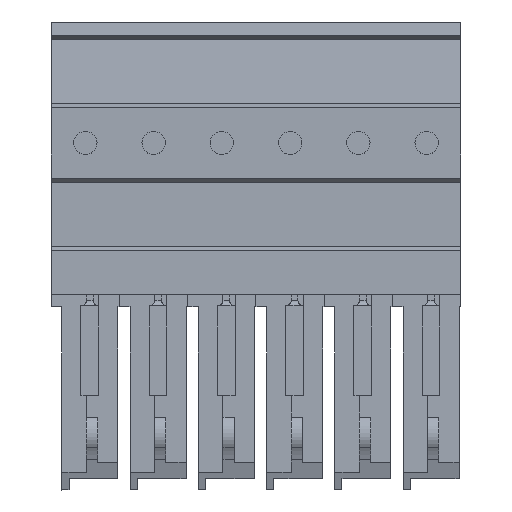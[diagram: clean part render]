
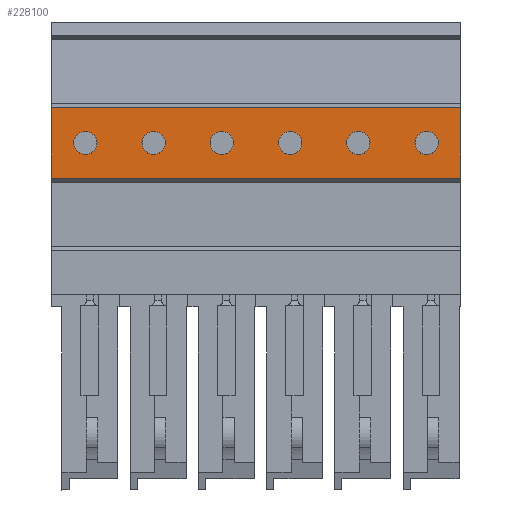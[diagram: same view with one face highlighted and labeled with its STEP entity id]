
A CAD part, front view. The second image highlights one B-rep face of the part: STEP entity #228100.
In plain terms, the highlighted face is planar.
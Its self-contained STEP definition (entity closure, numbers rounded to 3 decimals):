
#920=CARTESIAN_POINT('',(9.446,-6.818,
32.3));
#930=VERTEX_POINT('',#920);
#960=CARTESIAN_POINT('',(9.248,-0.905,
32.3));
#970=DIRECTION('',(0.034,-0.999,
0.));
#980=VECTOR('',#970,1.);
#990=LINE('',#960,#980);
#1000=CARTESIAN_POINT('',(9.66,-13.197,
32.3));
#1010=VERTEX_POINT('',#1000);
#1020=EDGE_CURVE('',#930,#1010,#990,.T.);
#200700=CARTESIAN_POINT('',(9.66,-13.197,
-4.6));
#200710=VERTEX_POINT('',#200700);
#200740=CARTESIAN_POINT('',(9.218,0.,
-4.6));
#200750=DIRECTION('',(-0.034,0.999,
0.));
#200760=VECTOR('',#200750,1.);
#200770=LINE('',#200740,#200760);
#200780=CARTESIAN_POINT('',(9.446,-6.818,
-4.6));
#200790=VERTEX_POINT('',#200780);
#200800=EDGE_CURVE('',#200710,#200790,#200770,.T.);
#226860=CARTESIAN_POINT('',(9.66,-13.197,
24.6));
#226870=DIRECTION('',(0.,0.,1.));
#226880=VECTOR('',#226870,1.);
#226890=LINE('',#226860,#226880);
#226900=EDGE_CURVE('',#200710,#1010,#226890,.T.);
#227040=CARTESIAN_POINT('',(9.454,-7.049,
26.15));
#227050=DIRECTION('',(-0.999,-0.034,
0.));
#227060=DIRECTION('',(-0.034,0.999,
0.));
#227070=AXIS2_PLACEMENT_3D('',#227040,#227050,#227060);
#227080=PLANE('',#227070);
#227090=CARTESIAN_POINT('',(9.553,-10.,
23.075));
#227100=DIRECTION('',(0.999,0.034,
0.));
#227110=DIRECTION('',(0.,0.,1.));
#227120=AXIS2_PLACEMENT_3D('',#227090,#227100,#227110);
#227130=CIRCLE('',#227120,1.05);
#227140=CARTESIAN_POINT('',(9.553,-10.,
24.125));
#227150=VERTEX_POINT('',#227140);
#227160=CARTESIAN_POINT('',(9.553,-10.,
22.025));
#227170=VERTEX_POINT('',#227160);
#227180=EDGE_CURVE('',#227150,#227170,#227130,.T.);
#227190=ORIENTED_EDGE('',*,*,#227180,.F.);
#227200=EDGE_CURVE('',#227170,#227150,#227130,.T.);
#227210=ORIENTED_EDGE('',*,*,#227200,.F.);
#227220=EDGE_LOOP('',(#227210,#227190));
#227230=FACE_BOUND('',#227220,.T.);
#227240=ORIENTED_EDGE('',*,*,#1020,.T.);
#227250=CARTESIAN_POINT('',(9.446,-6.818,
24.6));
#227260=DIRECTION('',(0.,0.,1.));
#227270=VECTOR('',#227260,1.);
#227280=LINE('',#227250,#227270);
#227290=EDGE_CURVE('',#200790,#930,#227280,.T.);
#227300=ORIENTED_EDGE('',*,*,#227290,.T.);
#227310=ORIENTED_EDGE('',*,*,#200800,.T.);
#227320=ORIENTED_EDGE('',*,*,#226900,.F.);
#227330=EDGE_LOOP('',(#227320,#227310,#227300,#227240));
#227340=FACE_OUTER_BOUND('',#227330,.T.);
#227350=CARTESIAN_POINT('',(9.553,-10.,
16.925));
#227360=DIRECTION('',(0.999,0.034,
0.));
#227370=DIRECTION('',(0.,0.,1.));
#227380=AXIS2_PLACEMENT_3D('',#227350,#227360,#227370);
#227390=CIRCLE('',#227380,1.05);
#227400=CARTESIAN_POINT('',(9.553,-10.,
17.975));
#227410=VERTEX_POINT('',#227400);
#227420=CARTESIAN_POINT('',(9.553,-10.,
15.875));
#227430=VERTEX_POINT('',#227420);
#227440=EDGE_CURVE('',#227410,#227430,#227390,.T.);
#227450=ORIENTED_EDGE('',*,*,#227440,.F.);
#227460=EDGE_CURVE('',#227430,#227410,#227390,.T.);
#227470=ORIENTED_EDGE('',*,*,#227460,.F.);
#227480=EDGE_LOOP('',(#227470,#227450));
#227490=FACE_BOUND('',#227480,.T.);
#227500=CARTESIAN_POINT('',(9.553,-10.,
10.775));
#227510=DIRECTION('',(0.999,0.034,
0.));
#227520=DIRECTION('',(0.,0.,1.));
#227530=AXIS2_PLACEMENT_3D('',#227500,#227510,#227520);
#227540=CIRCLE('',#227530,1.05);
#227550=CARTESIAN_POINT('',(9.553,-10.,
11.825));
#227560=VERTEX_POINT('',#227550);
#227570=CARTESIAN_POINT('',(9.553,-10.,
9.725));
#227580=VERTEX_POINT('',#227570);
#227590=EDGE_CURVE('',#227560,#227580,#227540,.T.);
#227600=ORIENTED_EDGE('',*,*,#227590,.F.);
#227610=EDGE_CURVE('',#227580,#227560,#227540,.T.);
#227620=ORIENTED_EDGE('',*,*,#227610,.F.);
#227630=EDGE_LOOP('',(#227620,#227600));
#227640=FACE_BOUND('',#227630,.T.);
#227650=CARTESIAN_POINT('',(9.553,-10.,
-1.525));
#227660=DIRECTION('',(0.999,0.034,
0.));
#227670=DIRECTION('',(0.,0.,1.));
#227680=AXIS2_PLACEMENT_3D('',#227650,#227660,#227670);
#227690=CIRCLE('',#227680,1.05);
#227700=CARTESIAN_POINT('',(9.553,-10.,
-0.475));
#227710=VERTEX_POINT('',#227700);
#227720=CARTESIAN_POINT('',(9.553,-10.,
-2.575));
#227730=VERTEX_POINT('',#227720);
#227740=EDGE_CURVE('',#227710,#227730,#227690,.T.);
#227750=ORIENTED_EDGE('',*,*,#227740,.F.);
#227760=EDGE_CURVE('',#227730,#227710,#227690,.T.);
#227770=ORIENTED_EDGE('',*,*,#227760,.F.);
#227780=EDGE_LOOP('',(#227770,#227750));
#227790=FACE_BOUND('',#227780,.T.);
#227800=CARTESIAN_POINT('',(9.553,-10.,
4.625));
#227810=DIRECTION('',(0.999,0.034,
0.));
#227820=DIRECTION('',(0.,0.,1.));
#227830=AXIS2_PLACEMENT_3D('',#227800,#227810,#227820);
#227840=CIRCLE('',#227830,1.05);
#227850=CARTESIAN_POINT('',(9.553,-10.,
5.675));
#227860=VERTEX_POINT('',#227850);
#227870=CARTESIAN_POINT('',(9.553,-10.,
3.575));
#227880=VERTEX_POINT('',#227870);
#227890=EDGE_CURVE('',#227860,#227880,#227840,.T.);
#227900=ORIENTED_EDGE('',*,*,#227890,.F.);
#227910=EDGE_CURVE('',#227880,#227860,#227840,.T.);
#227920=ORIENTED_EDGE('',*,*,#227910,.F.);
#227930=EDGE_LOOP('',(#227920,#227900));
#227940=FACE_BOUND('',#227930,.T.);
#227950=CARTESIAN_POINT('',(9.553,-10.,
29.225));
#227960=DIRECTION('',(0.999,0.034,
0.));
#227970=DIRECTION('',(0.,0.,1.));
#227980=AXIS2_PLACEMENT_3D('',#227950,#227960,#227970);
#227990=CIRCLE('',#227980,1.05);
#228000=CARTESIAN_POINT('',(9.553,-10.,
30.275));
#228010=VERTEX_POINT('',#228000);
#228020=CARTESIAN_POINT('',(9.553,-10.,
28.175));
#228030=VERTEX_POINT('',#228020);
#228040=EDGE_CURVE('',#228010,#228030,#227990,.T.);
#228050=ORIENTED_EDGE('',*,*,#228040,.F.);
#228060=EDGE_CURVE('',#228030,#228010,#227990,.T.);
#228070=ORIENTED_EDGE('',*,*,#228060,.F.);
#228080=EDGE_LOOP('',(#228070,#228050));
#228090=FACE_BOUND('',#228080,.T.);
#228100=ADVANCED_FACE('',(#227230,#227340,#227490,#227640,#227790,
#227940,#228090),#227080,.F.);
